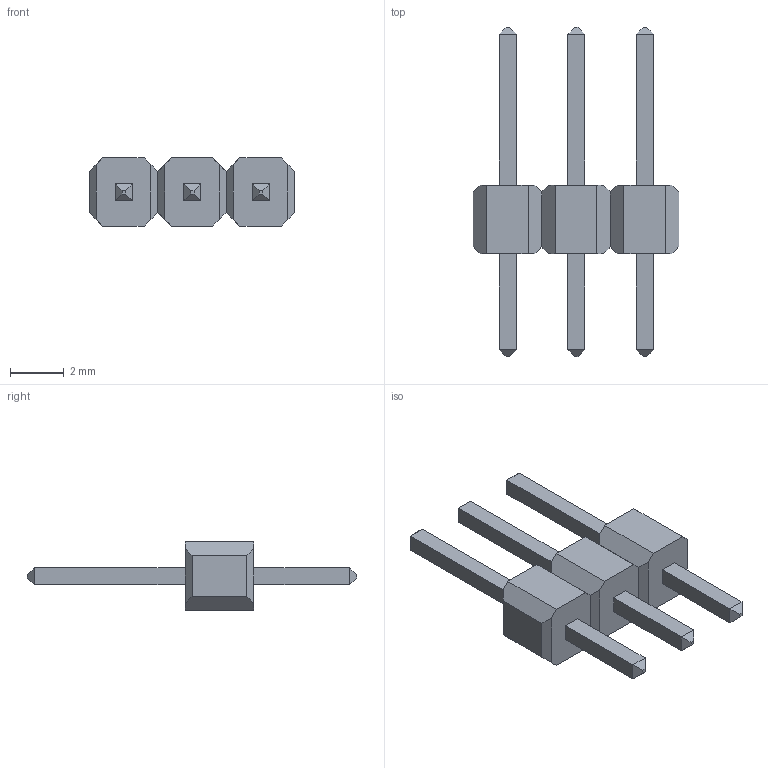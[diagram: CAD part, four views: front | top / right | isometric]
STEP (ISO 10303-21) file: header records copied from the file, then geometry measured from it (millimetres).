
FILE_DESCRIPTION (( 'STEP AP214' ), '1' );
FILE_NAME ('19D333A5-550E-4DB3-BD5C-40353563B396.STEP', '2022-08-10T02:31:55', ( '' ), ( '' ), 'SwSTEP 2.0', 'SolidWorks 2022', '' );
FILE_SCHEMA (( 'AUTOMOTIVE_DESIGN' ));
Length unit declared in the file: inch
Products named in the file (1): 19D333A5-550E-4DB3-BD5C-40353563B396
Bounding box: 7.62 x 12.19 x 2.54 mm (x, y, z)
Volume: 55.9 mm3; surface area: 158.7 mm2
Topology: 1 solids, 1 shells, 92 faces, 220 edges, 136 vertices
Faces by surface type: plane 92
Entity records: 3063 total; most frequent: CARTESIAN_POINT 449, ORIENTED_EDGE 440, DIRECTION 406, EDGE_CURVE 220, LINE 220, VECTOR 220, VERTEX_POINT 136, EDGE_LOOP 98
